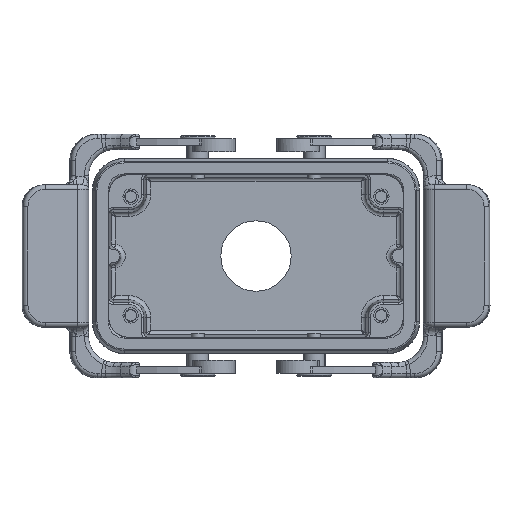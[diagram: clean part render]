
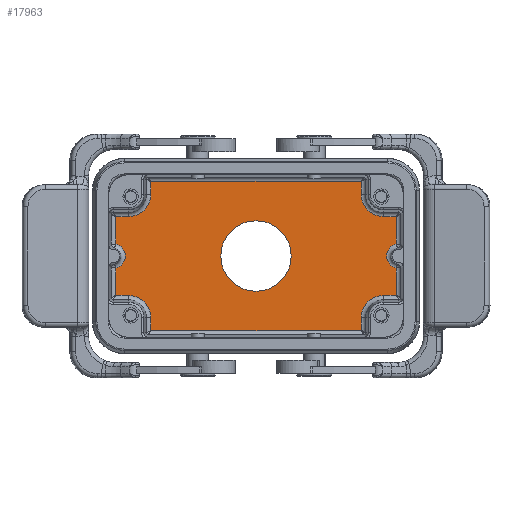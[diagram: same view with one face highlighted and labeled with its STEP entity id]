
A CAD part, front view. The second image highlights one B-rep face of the part: STEP entity #17963.
In plain terms, the highlighted planar face has unit normal (0, -1, 0).
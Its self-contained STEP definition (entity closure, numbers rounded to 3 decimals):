
#2054=CARTESIAN_POINT('',(-23.946,19.35,16.947));
#2056=DIRECTION('',(0.,0.,-1.));
#2057=VECTOR('',#2056,2.947);
#2058=CARTESIAN_POINT('',(-23.946,19.35,16.947));
#2059=LINE('',#2058,#2057);
#2060=CARTESIAN_POINT('',(29.,19.35,-14.));
#2061=DIRECTION('',(0.,1.,0.));
#2062=DIRECTION('',(-1.,0.,0.));
#2063=AXIS2_PLACEMENT_3D('',#2060,#2061,#2062);
#2065=CARTESIAN_POINT('',(-29.,19.35,
-14.));
#2066=DIRECTION('',(0.,1.,0.));
#2067=DIRECTION('',(0.,0.,1.));
#2068=AXIS2_PLACEMENT_3D('',#2065,#2066,#2067);
#2070=CARTESIAN_POINT('',(-32.5,19.35,
0.));
#2071=DIRECTION('',(0.,1.,0.));
#2072=DIRECTION('',(0.2,0.,0.98));
#2073=AXIS2_PLACEMENT_3D('',#2070,#2071,#2072);
#2075=CARTESIAN_POINT('',(-29.,19.35,14.));
#2076=DIRECTION('',(0.,1.,0.));
#2077=DIRECTION('',(1.,0.,0.));
#2078=AXIS2_PLACEMENT_3D('',#2075,#2076,#2077);
#2080=CARTESIAN_POINT('',(29.,19.35,14.));
#2081=DIRECTION('',(0.,1.,0.));
#2082=DIRECTION('',(0.,0.,-1.));
#2083=AXIS2_PLACEMENT_3D('',#2080,#2081,#2082);
#2085=CARTESIAN_POINT('',(32.5,19.35,
0.));
#2086=DIRECTION('',(0.,1.,0.));
#2087=DIRECTION('',(-0.2,0.,-0.98));
#2088=AXIS2_PLACEMENT_3D('',#2085,#2086,#2087);
#2090=CARTESIAN_POINT('',(0.,19.35,0.));
#2091=DIRECTION('',(0.,1.,0.));
#2092=DIRECTION('',(0.,0.,-1.));
#2093=AXIS2_PLACEMENT_3D('',#2090,#2091,#2092);
#2095=CARTESIAN_POINT('',(0.,19.35,0.));
#2096=DIRECTION('',(0.,1.,0.));
#2097=DIRECTION('',(0.,0.,1.));
#2098=AXIS2_PLACEMENT_3D('',#2095,#2096,#2097);
#2100=DIRECTION('',(0.,0.,1.));
#2101=VECTOR('',#2100,6.23);
#2102=CARTESIAN_POINT('',(31.946,19.35,-8.947));
#2103=LINE('',#2102,#2101);
#2179=DIRECTION('',(0.,0.,1.));
#2180=VECTOR('',#2179,6.23);
#2181=CARTESIAN_POINT('',(31.947,19.35,2.717));
#2182=LINE('',#2181,#2180);
#2215=CARTESIAN_POINT('',(31.947,19.35,2.717));
#2230=CARTESIAN_POINT('',(31.947,19.35,8.946));
#2298=DIRECTION('',(-1.,0.,0.));
#2299=VECTOR('',#2298,2.947);
#2300=CARTESIAN_POINT('',(31.947,19.35,8.946));
#2301=LINE('',#2300,#2299);
#2302=DIRECTION('',(0.,0.,1.));
#2303=VECTOR('',#2302,2.946);
#2304=CARTESIAN_POINT('',(23.947,19.35,14.));
#2305=LINE('',#2304,#2303);
#2321=CARTESIAN_POINT('',(23.947,19.35,16.946));
#2666=DIRECTION('',(0.,0.,1.));
#2667=VECTOR('',#2666,2.947);
#2668=CARTESIAN_POINT('',(23.946,19.35,-16.947));
#2669=LINE('',#2668,#2667);
#2670=DIRECTION('',(1.,0.,0.));
#2671=VECTOR('',#2670,2.946);
#2672=CARTESIAN_POINT('',(29.,19.35,-8.947));
#2673=LINE('',#2672,#2671);
#2689=CARTESIAN_POINT('',(31.946,19.35,-8.947));
#2840=CARTESIAN_POINT('',(23.946,19.35,-16.947));
#2859=DIRECTION('',(1.,0.,0.));
#2860=VECTOR('',#2859,47.893);
#2861=CARTESIAN_POINT('',(-23.947,19.35,
-16.946));
#2862=LINE('',#2861,#2860);
#3066=DIRECTION('',(-1.,0.,0.));
#3067=VECTOR('',#3066,2.946);
#3068=CARTESIAN_POINT('',(-29.,19.35,8.947));
#3069=LINE('',#3068,#3067);
#3085=CARTESIAN_POINT('',(-31.946,19.35,8.947));
#3104=DIRECTION('',(0.,0.,-1.));
#3105=VECTOR('',#3104,6.23);
#3106=CARTESIAN_POINT('',(-31.946,19.35,8.947));
#3107=LINE('',#3106,#3105);
#3185=CARTESIAN_POINT('',(-31.947,19.35,
-2.717));
#3204=DIRECTION('',(0.,0.,-1.));
#3205=VECTOR('',#3204,6.23);
#3206=CARTESIAN_POINT('',(-31.947,19.35,
-2.717));
#3207=LINE('',#3206,#3205);
#3219=CARTESIAN_POINT('',(-31.947,19.35,
-8.946));
#3268=DIRECTION('',(1.,0.,0.));
#3269=VECTOR('',#3268,2.947);
#3270=CARTESIAN_POINT('',(-31.947,19.35,
-8.946));
#3271=LINE('',#3270,#3269);
#3287=DIRECTION('',(0.,0.,-1.));
#3288=VECTOR('',#3287,2.946);
#3289=CARTESIAN_POINT('',(-23.947,19.35,
-14.));
#3290=LINE('',#3289,#3288);
#3306=CARTESIAN_POINT('',(-23.947,19.35,
-16.946));
#3537=DIRECTION('',(-1.,0.,0.));
#3538=VECTOR('',#3537,47.893);
#3539=CARTESIAN_POINT('',(23.947,19.35,16.946));
#3540=LINE('',#3539,#3538);
#12861=VERTEX_POINT('',#2230);
#12864=VERTEX_POINT('',#3085);
#12869=VERTEX_POINT('',#3185);
#12871=VERTEX_POINT('',#3219);
#12874=VERTEX_POINT('',#3306);
#12877=VERTEX_POINT('',#2840);
#12880=VERTEX_POINT('',#2689);
#12885=VERTEX_POINT('',#2215);
#12887=VERTEX_POINT('',#2054);
#12889=VERTEX_POINT('',#2321);
#15030=CARTESIAN_POINT('',(-31.947,19.35,
2.717));
#15031=VERTEX_POINT('',#15030);
#15040=CARTESIAN_POINT('',(31.947,19.35,-2.717));
#15041=VERTEX_POINT('',#15040);
#15064=CARTESIAN_POINT('',(29.,19.35,8.947));
#15065=VERTEX_POINT('',#15064);
#15066=CARTESIAN_POINT('',(23.947,19.35,14.));
#15067=VERTEX_POINT('',#15066);
#15071=CARTESIAN_POINT('',(-23.947,19.35,
14.));
#15073=VERTEX_POINT('',#15071);
#15074=CARTESIAN_POINT('',(-29.,19.35,
8.947));
#15075=VERTEX_POINT('',#15074);
#15076=CARTESIAN_POINT('',(-29.,19.35,
-8.947));
#15077=VERTEX_POINT('',#15076);
#15078=CARTESIAN_POINT('',(-23.947,19.35,
-14.));
#15079=VERTEX_POINT('',#15078);
#15080=CARTESIAN_POINT('',(23.947,19.35,
-14.));
#15081=VERTEX_POINT('',#15080);
#15082=CARTESIAN_POINT('',(29.,19.35,
-8.947));
#15083=VERTEX_POINT('',#15082);
#15100=CARTESIAN_POINT('',(0.,19.35,8.));
#15102=VERTEX_POINT('',#15100);
#15103=CARTESIAN_POINT('',(0.,19.35,-8.));
#15104=VERTEX_POINT('',#15103);
#17912=CARTESIAN_POINT('',(0.,19.35,0.));
#17913=DIRECTION('',(0.,1.,0.));
#17914=DIRECTION('',(0.,0.,-1.));
#17915=AXIS2_PLACEMENT_3D('',#17912,#17913,#17914);
#17916=PLANE('',#17915);
#17918=ORIENTED_EDGE('',*,*,#17917,.F.);
#17920=ORIENTED_EDGE('',*,*,#17919,.F.);
#17922=ORIENTED_EDGE('',*,*,#17921,.F.);
#17924=ORIENTED_EDGE('',*,*,#17923,.F.);
#17926=ORIENTED_EDGE('',*,*,#17925,.F.);
#17928=ORIENTED_EDGE('',*,*,#17927,.F.);
#17930=ORIENTED_EDGE('',*,*,#17929,.F.);
#17932=ORIENTED_EDGE('',*,*,#17931,.F.);
#17934=ORIENTED_EDGE('',*,*,#17933,.F.);
#17936=ORIENTED_EDGE('',*,*,#17935,.F.);
#17938=ORIENTED_EDGE('',*,*,#17937,.F.);
#17940=ORIENTED_EDGE('',*,*,#17939,.F.);
#17941=ORIENTED_EDGE('',*,*,#17890,.F.);
#17942=ORIENTED_EDGE('',*,*,#17906,.F.);
#17944=ORIENTED_EDGE('',*,*,#17943,.F.);
#17946=ORIENTED_EDGE('',*,*,#17945,.F.);
#17948=ORIENTED_EDGE('',*,*,#17947,.F.);
#17950=ORIENTED_EDGE('',*,*,#17949,.F.);
#17952=ORIENTED_EDGE('',*,*,#17951,.F.);
#17954=ORIENTED_EDGE('',*,*,#17953,.F.);
#17955=EDGE_LOOP('',(#17918,#17920,#17922,#17924,#17926,#17928,#17930,#17932,
#17934,#17936,#17938,#17940,#17941,#17942,#17944,#17946,#17948,#17950,#17952,
#17954));
#17956=FACE_OUTER_BOUND('',#17955,.F.);
#17958=ORIENTED_EDGE('',*,*,#17957,.F.);
#17960=ORIENTED_EDGE('',*,*,#17959,.F.);
#17961=EDGE_LOOP('',(#17958,#17960));
#17962=FACE_BOUND('',#17961,.F.);
#2064=CIRCLE('',#2063,5.053);
#2069=CIRCLE('',#2068,5.053);
#2074=CIRCLE('',#2073,2.772);
#2079=CIRCLE('',#2078,5.053);
#2084=CIRCLE('',#2083,5.053);
#2089=CIRCLE('',#2088,2.772);
#2094=CIRCLE('',#2093,8.);
#2099=CIRCLE('',#2098,8.);
#17890=EDGE_CURVE('',#15073,#15075,#2079,.T.);
#17906=EDGE_CURVE('',#12887,#15073,#2059,.T.);
#17917=EDGE_CURVE('',#12880,#15041,#2103,.T.);
#17919=EDGE_CURVE('',#15083,#12880,#2673,.T.);
#17921=EDGE_CURVE('',#15081,#15083,#2064,.T.);
#17923=EDGE_CURVE('',#12877,#15081,#2669,.T.);
#17925=EDGE_CURVE('',#12874,#12877,#2862,.T.);
#17927=EDGE_CURVE('',#15079,#12874,#3290,.T.);
#17929=EDGE_CURVE('',#15077,#15079,#2069,.T.);
#17931=EDGE_CURVE('',#12871,#15077,#3271,.T.);
#17933=EDGE_CURVE('',#12869,#12871,#3207,.T.);
#17935=EDGE_CURVE('',#15031,#12869,#2074,.T.);
#17937=EDGE_CURVE('',#12864,#15031,#3107,.T.);
#17939=EDGE_CURVE('',#15075,#12864,#3069,.T.);
#17943=EDGE_CURVE('',#12889,#12887,#3540,.T.);
#17945=EDGE_CURVE('',#15067,#12889,#2305,.T.);
#17947=EDGE_CURVE('',#15065,#15067,#2084,.T.);
#17949=EDGE_CURVE('',#12861,#15065,#2301,.T.);
#17951=EDGE_CURVE('',#12885,#12861,#2182,.T.);
#17953=EDGE_CURVE('',#15041,#12885,#2089,.T.);
#17957=EDGE_CURVE('',#15104,#15102,#2094,.T.);
#17959=EDGE_CURVE('',#15102,#15104,#2099,.T.);
#17963=ADVANCED_FACE('',(#17956,#17962),#17916,.F.);
